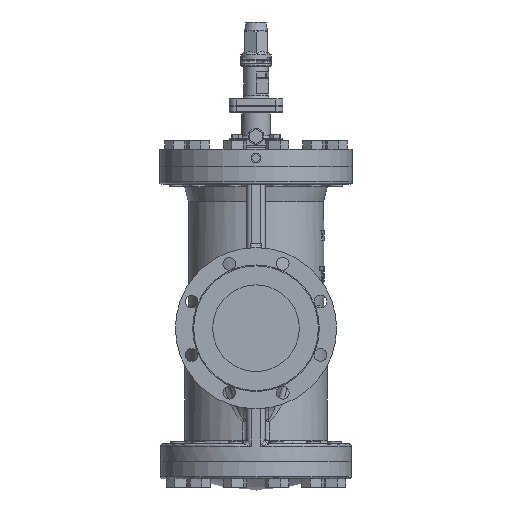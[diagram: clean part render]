
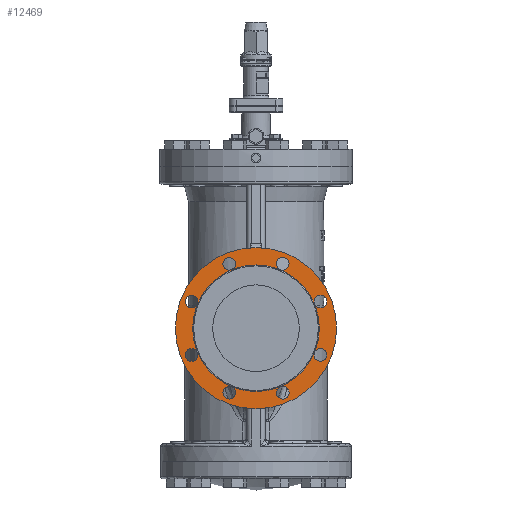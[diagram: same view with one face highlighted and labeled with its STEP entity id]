
A CAD part, left-side view. The second image highlights one B-rep face of the part: STEP entity #12469.
In plain terms, the highlighted planar face has unit normal (-1, 0, 0).
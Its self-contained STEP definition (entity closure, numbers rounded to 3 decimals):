
#416=FACE_BOUND('',#3841,.T.);
#417=FACE_BOUND('',#3842,.T.);
#418=FACE_BOUND('',#3843,.T.);
#419=FACE_BOUND('',#3844,.T.);
#420=FACE_BOUND('',#3845,.T.);
#421=FACE_BOUND('',#3846,.T.);
#422=FACE_BOUND('',#3847,.T.);
#423=FACE_BOUND('',#3848,.T.);
#424=FACE_BOUND('',#3849,.T.);
#634=PLANE('',#13307);
#3003=FACE_OUTER_BOUND('',#3840,.T.);
#3840=EDGE_LOOP('',(#8782));
#3841=EDGE_LOOP('',(#8783));
#3842=EDGE_LOOP('',(#8784));
#3843=EDGE_LOOP('',(#8785));
#3844=EDGE_LOOP('',(#8786));
#3845=EDGE_LOOP('',(#8787));
#3846=EDGE_LOOP('',(#8788));
#3847=EDGE_LOOP('',(#8789));
#3848=EDGE_LOOP('',(#8790));
#3849=EDGE_LOOP('',(#8791));
#5105=CIRCLE('',#13303,139.5);
#5106=CIRCLE('',#13305,109.55);
#5108=CIRCLE('',#13308,11.);
#5109=CIRCLE('',#13309,11.);
#5110=CIRCLE('',#13310,11.);
#5111=CIRCLE('',#13311,11.);
#5112=CIRCLE('',#13312,11.);
#5113=CIRCLE('',#13313,11.);
#5114=CIRCLE('',#13314,11.);
#5115=CIRCLE('',#13315,11.);
#5680=VERTEX_POINT('',#18822);
#5681=VERTEX_POINT('',#18825);
#5683=VERTEX_POINT('',#18830);
#5684=VERTEX_POINT('',#18832);
#5685=VERTEX_POINT('',#18834);
#5686=VERTEX_POINT('',#18836);
#5687=VERTEX_POINT('',#18838);
#5688=VERTEX_POINT('',#18840);
#5689=VERTEX_POINT('',#18842);
#5690=VERTEX_POINT('',#18844);
#6906=EDGE_CURVE('',#5680,#5680,#5105,.T.);
#6907=EDGE_CURVE('',#5681,#5681,#5106,.T.);
#6909=EDGE_CURVE('',#5683,#5683,#5108,.T.);
#6910=EDGE_CURVE('',#5684,#5684,#5109,.T.);
#6911=EDGE_CURVE('',#5685,#5685,#5110,.T.);
#6912=EDGE_CURVE('',#5686,#5686,#5111,.T.);
#6913=EDGE_CURVE('',#5687,#5687,#5112,.T.);
#6914=EDGE_CURVE('',#5688,#5688,#5113,.T.);
#6915=EDGE_CURVE('',#5689,#5689,#5114,.T.);
#6916=EDGE_CURVE('',#5690,#5690,#5115,.T.);
#8782=ORIENTED_EDGE('',*,*,#6906,.F.);
#8783=ORIENTED_EDGE('',*,*,#6909,.F.);
#8784=ORIENTED_EDGE('',*,*,#6910,.F.);
#8785=ORIENTED_EDGE('',*,*,#6911,.F.);
#8786=ORIENTED_EDGE('',*,*,#6912,.F.);
#8787=ORIENTED_EDGE('',*,*,#6913,.F.);
#8788=ORIENTED_EDGE('',*,*,#6914,.F.);
#8789=ORIENTED_EDGE('',*,*,#6915,.F.);
#8790=ORIENTED_EDGE('',*,*,#6916,.F.);
#8791=ORIENTED_EDGE('',*,*,#6907,.F.);
#12469=ADVANCED_FACE('',(#3003,#416,#417,#418,#419,#420,#421,#422,#423,
#424),#634,.T.);
#13303=AXIS2_PLACEMENT_3D('',#18823,#14698,#14699);
#13305=AXIS2_PLACEMENT_3D('',#18826,#14702,#14703);
#13307=AXIS2_PLACEMENT_3D('',#18829,#14706,#14707);
#13308=AXIS2_PLACEMENT_3D('',#18831,#14708,#14709);
#13309=AXIS2_PLACEMENT_3D('',#18833,#14710,#14711);
#13310=AXIS2_PLACEMENT_3D('',#18835,#14712,#14713);
#13311=AXIS2_PLACEMENT_3D('',#18837,#14714,#14715);
#13312=AXIS2_PLACEMENT_3D('',#18839,#14716,#14717);
#13313=AXIS2_PLACEMENT_3D('',#18841,#14718,#14719);
#13314=AXIS2_PLACEMENT_3D('',#18843,#14720,#14721);
#13315=AXIS2_PLACEMENT_3D('',#18845,#14722,#14723);
#14698=DIRECTION('center_axis',(1.,0.,0.));
#14699=DIRECTION('ref_axis',(0.,0.,-1.));
#14702=DIRECTION('center_axis',(-1.,0.,0.));
#14703=DIRECTION('ref_axis',(0.,0.,
-1.));
#14706=DIRECTION('center_axis',(-1.,0.,0.));
#14707=DIRECTION('ref_axis',(0.,0.,1.));
#14708=DIRECTION('center_axis',(-1.,0.,0.));
#14709=DIRECTION('ref_axis',(0.,0.,1.));
#14710=DIRECTION('center_axis',(-1.,0.,0.));
#14711=DIRECTION('ref_axis',(0.,0.707,0.707));
#14712=DIRECTION('center_axis',(-1.,0.,0.));
#14713=DIRECTION('ref_axis',(0.,1.,0.));
#14714=DIRECTION('center_axis',(-1.,0.,0.));
#14715=DIRECTION('ref_axis',(0.,0.707,-0.707));
#14716=DIRECTION('center_axis',(-1.,0.,0.));
#14717=DIRECTION('ref_axis',(0.,0.,
-1.));
#14718=DIRECTION('center_axis',(-1.,0.,0.));
#14719=DIRECTION('ref_axis',(0.,-0.707,-0.707));
#14720=DIRECTION('center_axis',(-1.,0.,0.));
#14721=DIRECTION('ref_axis',(0.,-1.,0.));
#14722=DIRECTION('center_axis',(-1.,0.,0.));
#14723=DIRECTION('ref_axis',(0.,-0.707,0.707));
#18822=CARTESIAN_POINT('',(-298.4,0.,139.5));
#18823=CARTESIAN_POINT('Origin',(-298.4,0.,0.));
#18825=CARTESIAN_POINT('',(-298.4,0.,109.55));
#18826=CARTESIAN_POINT('Origin',(-298.4,0.,0.));
#18829=CARTESIAN_POINT('Origin',(-298.4,0.,0.));
#18830=CARTESIAN_POINT('',(-298.4,-46.209,100.558));
#18831=CARTESIAN_POINT('Origin',(-298.4,-46.209,111.558));
#18832=CARTESIAN_POINT('',(-298.4,38.431,103.78));
#18833=CARTESIAN_POINT('Origin',(-298.4,46.209,111.558));
#18834=CARTESIAN_POINT('',(-298.4,100.558,46.209));
#18835=CARTESIAN_POINT('Origin',(-298.4,111.558,46.209));
#18836=CARTESIAN_POINT('',(-298.4,103.78,-38.431));
#18837=CARTESIAN_POINT('Origin',(-298.4,111.558,-46.209));
#18838=CARTESIAN_POINT('',(-298.4,46.209,-100.558));
#18839=CARTESIAN_POINT('Origin',(-298.4,46.209,-111.558));
#18840=CARTESIAN_POINT('',(-298.4,-38.431,-103.78));
#18841=CARTESIAN_POINT('Origin',(-298.4,-46.209,-111.558));
#18842=CARTESIAN_POINT('',(-298.4,-100.558,-46.209));
#18843=CARTESIAN_POINT('Origin',(-298.4,-111.558,-46.209));
#18844=CARTESIAN_POINT('',(-298.4,-103.78,38.431));
#18845=CARTESIAN_POINT('Origin',(-298.4,-111.558,46.209));
